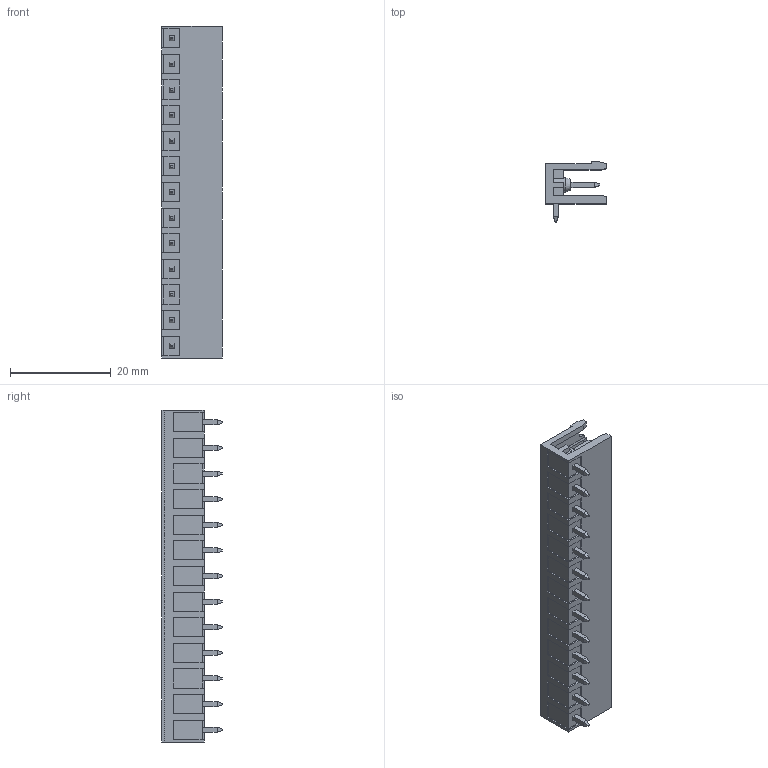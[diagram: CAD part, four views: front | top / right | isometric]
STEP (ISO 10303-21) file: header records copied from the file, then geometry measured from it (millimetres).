
FILE_DESCRIPTION((''),'2;1');
FILE_NAME('11595.1_STL950_13_508_H.stp'),('Autodesk Inventor 11','Autodesk Inventor 11');
FILE_SCHEMA(('AUTOMOTIVE_DESIGN { 1 0 10303 214 1 1 1 1 }'));
Length unit declared in the file: millimetre
Products named in the file (1): 20090924_STL950_H_Kopie
Bounding box: 12 x 11.97 x 65.84 mm (x, y, z)
Volume: 2681.8 mm3; surface area: 5319.6 mm2
Topology: 1 solids, 1 shells, 721 faces, 1884 edges, 1191 vertices
Faces by surface type: plane 617, cylinder 52, cone 52
Full cylindrical faces by diameter (mm): 2.8 x13
Entity records: 21369 total; most frequent: CARTESIAN_POINT 3745, ORIENTED_EDGE 3690, DIRECTION 3484, EDGE_CURVE 1845, VECTOR 1650, LINE 1650, VERTEX_POINT 1178, AXIS2_PLACEMENT_3D 917
